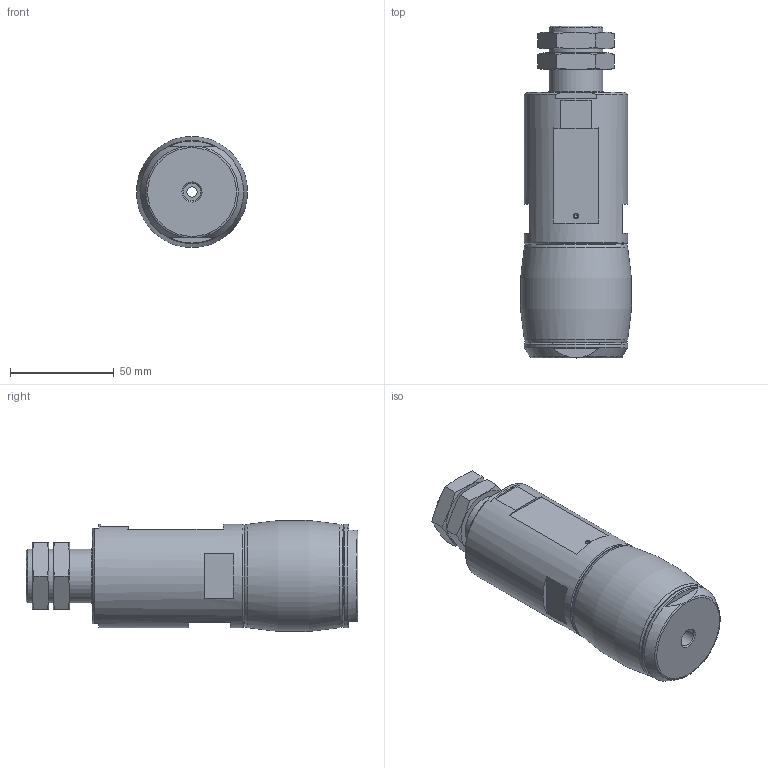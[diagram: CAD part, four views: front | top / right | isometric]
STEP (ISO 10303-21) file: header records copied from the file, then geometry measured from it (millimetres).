
FILE_DESCRIPTION(/* description */ ('STEP AP214'),/* implementation_level */ '2;1');
FILE_NAME(/* name */ '1320840_DHEB-51-E-U-E-P',/* time_stamp */ '2024-08-19T17:18:48+02:00',/* author */ ('License CC BY-ND 4.0'),/* organization */ ('CADENAS'),/* preprocessor_version */ 'ST-DEVELOPER v19.3',/* originating_system */ 'PARTsolutions',/* authorisation */ ' ');
FILE_SCHEMA (('AUTOMOTIVE_DESIGN {1 0 10303 214 3 1 1}'));
Length unit declared in the file: millimetre
Products named in the file (5): 1320840 DHEB-51-E-U-E-P---(AUS); 1356786 DHEB-51-E-U-E-P; 1356806 DHEB-51-E-U-E-P---(AUS); 1448952 DHAS-GB-B14-51-S---(MOD-AUS-U); 337144 VAL-1/4 M26x1.5-8-32
Assembly tree (5 placements, depth 2):
  1320840 DHEB-51-E-U-E-P---(AUS)
    1356786 DHEB-51-E-U-E-P
    1356806 DHEB-51-E-U-E-P---(AUS)
    1448952 DHAS-GB-B14-51-S---(MOD-AUS-U)
    337144 VAL-1/4 M26x1.5-8-32  x2
Bounding box: 53.53 x 160 x 53.53 mm (x, y, z)
Volume: 246185.9 mm3; surface area: 63697.2 mm2
Topology: 5 solids, 5 shells, 105 faces, 229 edges, 145 vertices
Faces by surface type: plane 56, cylinder 22, cone 18, torus 9
Full cylindrical faces by diameter (mm): 2 x1, 2.013 x1, 5 x1, 8 x2, 8.566 x3, 12 x2, 23.5 x3, 24.376 x2, 26 x1, 28 x2, 40 x2, 49.8 x1, 50 x1
Entity records: 2397 total; most frequent: CARTESIAN_POINT 475, DIRECTION 391, ORIENTED_EDGE 282, AXIS2_PLACEMENT_3D 177, FACE_BOUND 161, EDGE_LOOP 160, EDGE_CURVE 141, VERTEX_POINT 114
